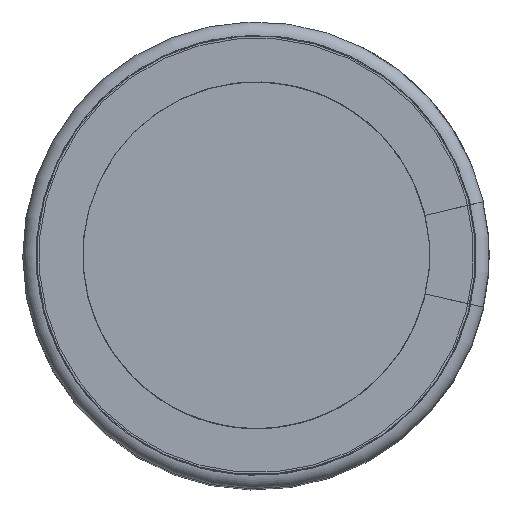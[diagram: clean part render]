
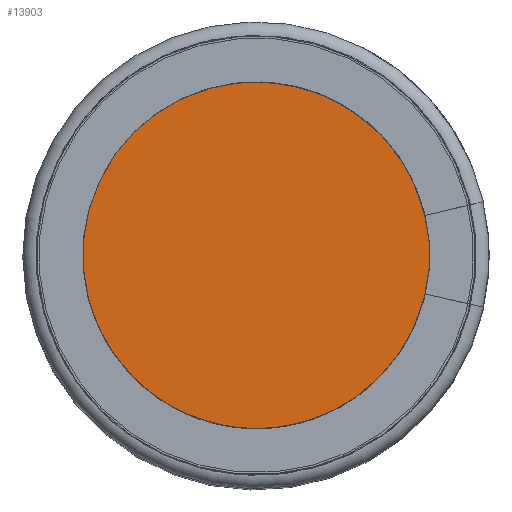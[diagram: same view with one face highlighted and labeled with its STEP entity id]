
A CAD part, top view. The second image highlights one B-rep face of the part: STEP entity #13903.
In plain terms, the highlighted face is planar.
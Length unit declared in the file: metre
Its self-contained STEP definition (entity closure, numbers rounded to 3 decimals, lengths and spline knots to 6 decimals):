
#549=CIRCLE('',#14586,0.016432);
#1320=ORIENTED_EDGE('',*,*,#4185,.F.);
#4185=EDGE_CURVE('',#5604,#5604,#549,.T.);
#5604=VERTEX_POINT('',#19288);
#7904=EDGE_LOOP('',(#1320));
#8614=FACE_BOUND('',#7904,.T.);
#9261=PLANE('',#14585);
#13903=ADVANCED_FACE('',(#8614),#9261,.F.);
#14585=AXIS2_PLACEMENT_3D('',#19286,#15927,#15928);
#14586=AXIS2_PLACEMENT_3D('',#19287,#15929,#15930);
#15927=DIRECTION('',(0.,-1.,0.));
#15928=DIRECTION('',(0.,0.,-1.));
#15929=DIRECTION('',(0.,-1.,0.));
#15930=DIRECTION('',(0.,0.,-1.));
#19286=CARTESIAN_POINT('',(0.,0.05378,0.));
#19287=CARTESIAN_POINT('',(0.,0.05378,0.));
#19288=CARTESIAN_POINT('',(0.,0.05378,-0.016432));
